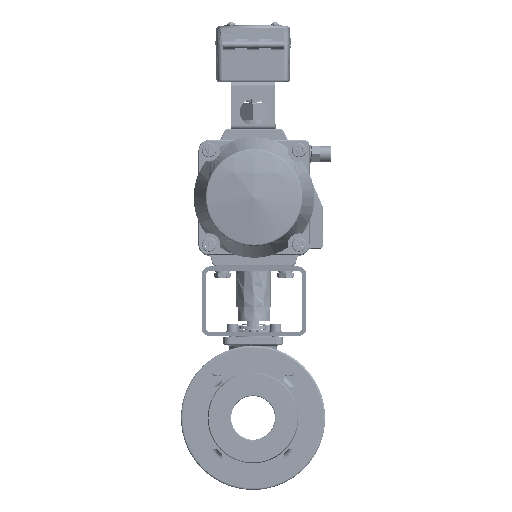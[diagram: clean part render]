
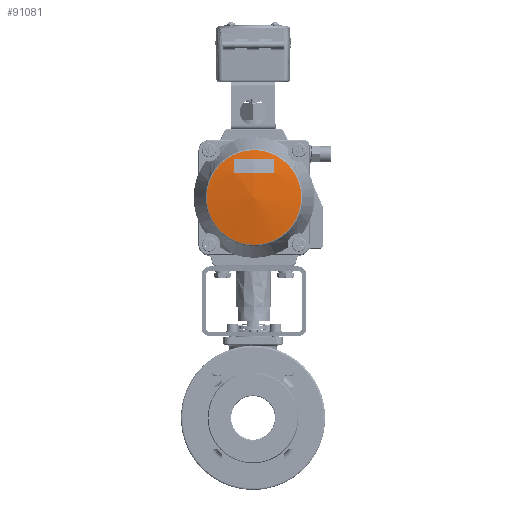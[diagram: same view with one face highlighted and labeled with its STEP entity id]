
A CAD part, left-side view. The second image highlights one B-rep face of the part: STEP entity #91081.
In plain terms, the highlighted free-form (B-spline) face has degree [2, 2] with [5, 5] control points.
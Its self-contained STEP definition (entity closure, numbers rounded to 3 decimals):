
#90949 = CARTESIAN_POINT ('', (-170.709, -55.1, 250.917));
#90950 = VERTEX_POINT ('', #90949);
#90969 = CARTESIAN_POINT ('', (-170.709, 52.902, 250.917));
#90970 = VERTEX_POINT ('', #90969);
#90977 = CARTESIAN_POINT ('', (-170.709, 52.902, 250.917));
#90978 = CARTESIAN_POINT ('', (-170.709, 52.902, 304.918));
#90979 = CARTESIAN_POINT ('', (-170.709, -1.099, 304.918));
#90980 = CARTESIAN_POINT ('', (-170.709, -55.1, 304.918));
#90981 = CARTESIAN_POINT ('', (-170.709, -55.1, 250.917));
#90982 = (
   BOUNDED_CURVE ()
   B_SPLINE_CURVE (2, (#90977, #90978, #90979, #90980, #90981), .UNSPECIFIED., .F., .U.)
   B_SPLINE_CURVE_WITH_KNOTS ((3, 2, 3), (360., 450., 540.), .UNSPECIFIED.)
   CURVE ()
   GEOMETRIC_REPRESENTATION_ITEM ()
   RATIONAL_B_SPLINE_CURVE ((1., 0.707, 1., 0.707, 1.))
   REPRESENTATION_ITEM ('')
);
#90983 = EDGE_CURVE ('', #90970, #90950, #90982, .T.);
#91004 = CARTESIAN_POINT ('', (-170.709, -1.099, 196.916));
#91005 = VERTEX_POINT ('', #91004);
#91006 = CARTESIAN_POINT ('', (-170.709, -1.099, 196.916));
#91007 = CARTESIAN_POINT ('', (-170.709, 52.902, 196.916));
#91008 = CARTESIAN_POINT ('', (-170.709, 52.902, 250.917));
#91009 = (
   BOUNDED_CURVE ()
   B_SPLINE_CURVE (2, (#91006, #91007, #91008), .UNSPECIFIED., .F., .U.)
   B_SPLINE_CURVE_WITH_KNOTS ((3, 3), (270., 360.), .UNSPECIFIED.)
   CURVE ()
   GEOMETRIC_REPRESENTATION_ITEM ()
   RATIONAL_B_SPLINE_CURVE ((1., 0.707, 1.))
   REPRESENTATION_ITEM ('')
);
#91010 = EDGE_CURVE ('', #91005, #90970, #91009, .T.);
#91011 = ORIENTED_EDGE ('', *, *, #91010, .F.);
#91012 = CARTESIAN_POINT ('', (-170.709, -55.1, 250.917));
#91013 = CARTESIAN_POINT ('', (-170.709, -55.1, 196.916));
#91014 = CARTESIAN_POINT ('', (-170.709, -1.099, 196.916));
#91015 = (
   BOUNDED_CURVE ()
   B_SPLINE_CURVE (2, (#91012, #91013, #91014), .UNSPECIFIED., .F., .U.)
   B_SPLINE_CURVE_WITH_KNOTS ((3, 3), (540., 630.), .UNSPECIFIED.)
   CURVE ()
   GEOMETRIC_REPRESENTATION_ITEM ()
   RATIONAL_B_SPLINE_CURVE ((1., 0.707, 1.))
   REPRESENTATION_ITEM ('')
);
#91016 = EDGE_CURVE ('', #90950, #91005, #91015, .T.);
#91017 = ORIENTED_EDGE ('', *, *, #91016, .F.);
#91018 = ORIENTED_EDGE ('', *, *, #90983, .F.);
#91019 = EDGE_LOOP ('', (#91011, #91017, #91018));
#91020 = FACE_OUTER_BOUND ('', #91019, .T.);
#91021 = CARTESIAN_POINT ('', (-174.44, -23.599, 279.417));
#91022 = VERTEX_POINT ('', #91021);
#91023 = CARTESIAN_POINT ('', (-174.44, 21.401, 279.417));
#91024 = VERTEX_POINT ('', #91023);
#91025 = CARTESIAN_POINT ('', (-174.44, -23.599, 279.417));
#91026 = CARTESIAN_POINT ('', (-176.784, -1.099, 279.417));
#91027 = CARTESIAN_POINT ('', (-174.44, 21.401, 279.417));
#91028 = (
   BOUNDED_CURVE ()
   B_SPLINE_CURVE (2, (#91025, #91026, #91027), .UNSPECIFIED., .F., .U.)
   B_SPLINE_CURVE_WITH_KNOTS ((3, 3), (174.052, 185.948), .UNSPECIFIED.)
   CURVE ()
   GEOMETRIC_REPRESENTATION_ITEM ()
   RATIONAL_B_SPLINE_CURVE ((1., 0.995, 1.))
   REPRESENTATION_ITEM ('')
);
#91029 = EDGE_CURVE ('', #91022, #91024, #91028, .T.);
#91030 = ORIENTED_EDGE ('', *, *, #91029, .T.);
#91031 = CARTESIAN_POINT ('', (-171.925, 21.401, 294.417));
#91032 = VERTEX_POINT ('', #91031);
#91033 = CARTESIAN_POINT ('', (-174.44, 21.401, 279.417));
#91034 = CARTESIAN_POINT ('', (-173.444, 21.401, 286.961));
#91035 = CARTESIAN_POINT ('', (-171.925, 21.401, 294.417));
#91036 = (
   BOUNDED_CURVE ()
   B_SPLINE_CURVE (2, (#91033, #91034, #91035), .UNSPECIFIED., .F., .U.)
   B_SPLINE_CURVE_WITH_KNOTS ((3, 3), (187.518, 191.519), .UNSPECIFIED.)
   CURVE ()
   GEOMETRIC_REPRESENTATION_ITEM ()
   RATIONAL_B_SPLINE_CURVE ((1., 0.999, 1.))
   REPRESENTATION_ITEM ('')
);
#91037 = EDGE_CURVE ('', #91024, #91032, #91036, .T.);
#91038 = ORIENTED_EDGE ('', *, *, #91037, .T.);
#91039 = CARTESIAN_POINT ('', (-171.925, -23.599, 294.417));
#91040 = VERTEX_POINT ('', #91039);
#91041 = CARTESIAN_POINT ('', (-171.925, 21.401, 294.417));
#91042 = CARTESIAN_POINT ('', (-174.297, -1.099, 294.417));
#91043 = CARTESIAN_POINT ('', (-171.925, -23.599, 294.417));
#91044 = (
   BOUNDED_CURVE ()
   B_SPLINE_CURVE (2, (#91041, #91042, #91043), .UNSPECIFIED., .F., .U.)
   B_SPLINE_CURVE_WITH_KNOTS ((3, 3), (173.983, 186.017), .UNSPECIFIED.)
   CURVE ()
   GEOMETRIC_REPRESENTATION_ITEM ()
   RATIONAL_B_SPLINE_CURVE ((1., 0.994, 1.))
   REPRESENTATION_ITEM ('')
);
#91045 = EDGE_CURVE ('', #91032, #91040, #91044, .T.);
#91046 = ORIENTED_EDGE ('', *, *, #91045, .T.);
#91047 = CARTESIAN_POINT ('', (-171.925, -23.599, 294.417));
#91048 = CARTESIAN_POINT ('', (-173.444, -23.599, 286.961));
#91049 = CARTESIAN_POINT ('', (-174.44, -23.599, 279.417));
#91050 = (
   BOUNDED_CURVE ()
   B_SPLINE_CURVE (2, (#91047, #91048, #91049), .UNSPECIFIED., .F., .U.)
   B_SPLINE_CURVE_WITH_KNOTS ((3, 3), (168.481, 172.482), .UNSPECIFIED.)
   CURVE ()
   GEOMETRIC_REPRESENTATION_ITEM ()
   RATIONAL_B_SPLINE_CURVE ((1., 0.999, 1.))
   REPRESENTATION_ITEM ('')
);
#91051 = EDGE_CURVE ('', #91040, #91022, #91050, .T.);
#91052 = ORIENTED_EDGE ('', *, *, #91051, .T.);
#91053 = EDGE_LOOP ('', (#91030, #91038, #91046, #91052));
#91054 = FACE_BOUND ('', #91053, .T.);
#91055 = CARTESIAN_POINT ('', (-164.155, -53.433, 304.918));
#91056 = CARTESIAN_POINT ('', (-170.709, -55.1, 278.341));
#91057 = CARTESIAN_POINT ('', (-170.709, -55.1, 250.917));
#91058 = CARTESIAN_POINT ('', (-170.709, -55.1, 223.493));
#91059 = CARTESIAN_POINT ('', (-164.155, -53.433, 196.916));
#91060 = CARTESIAN_POINT ('', (-170.709, -27.676, 304.918));
#91061 = CARTESIAN_POINT ('', (-177.471, -28.523, 278.341));
#91062 = CARTESIAN_POINT ('', (-177.471, -28.523, 250.917));
#91063 = CARTESIAN_POINT ('', (-177.471, -28.523, 223.493));
#91064 = CARTESIAN_POINT ('', (-170.709, -27.676, 196.916));
#91065 = CARTESIAN_POINT ('', (-170.709, -1.099, 304.918));
#91066 = CARTESIAN_POINT ('', (-177.471, -1.099, 278.341));
#91067 = CARTESIAN_POINT ('', (-177.471, -1.099, 250.917));
#91068 = CARTESIAN_POINT ('', (-177.471, -1.099, 223.493));
#91069 = CARTESIAN_POINT ('', (-170.709, -1.099, 196.916));
#91070 = CARTESIAN_POINT ('', (-170.709, 25.478, 304.918));
#91071 = CARTESIAN_POINT ('', (-177.471, 26.325, 278.341));
#91072 = CARTESIAN_POINT ('', (-177.471, 26.325, 250.917));
#91073 = CARTESIAN_POINT ('', (-177.471, 26.325, 223.493));
#91074 = CARTESIAN_POINT ('', (-170.709, 25.478, 196.916));
#91075 = CARTESIAN_POINT ('', (-164.155, 51.235, 304.918));
#91076 = CARTESIAN_POINT ('', (-170.709, 52.902, 278.341));
#91077 = CARTESIAN_POINT ('', (-170.709, 52.902, 250.917));
#91078 = CARTESIAN_POINT ('', (-170.709, 52.902, 223.493));
#91079 = CARTESIAN_POINT ('', (-164.155, 51.235, 196.916));
#91080 = (
   BOUNDED_SURFACE ()
   B_SPLINE_SURFACE (2, 2, ((#91055, #91056, #91057, #91058, #91059), (#91060, #91061, #91062, #91063, #91064), (#91065, #91066, #91067, #91068, #91069), (#91070, #91071, #91072, #91073, #91074), (#91075, #91076, #91077, #91078, #91079)), .UNSPECIFIED., .F., .F., .U.)
   B_SPLINE_SURFACE_WITH_KNOTS ((3, 2, 3), (3, 2, 3), (0.708, 0.75, 0.792), (0.416, 0.5, 0.584), .UNSPECIFIED.)
   GEOMETRIC_REPRESENTATION_ITEM ()
   RATIONAL_B_SPLINE_SURFACE (((0.843, 0.873, 0.918, 0.873, 0.843), (0.873, 0.904, 0.951, 0.904, 0.873), (0.918, 0.951, 1., 0.951, 0.918), (0.873, 0.904, 0.951, 0.904, 0.873), (0.843, 0.873, 0.918, 0.873, 0.843)))
   REPRESENTATION_ITEM ('')
   SURFACE ()
);
#91081 = ADVANCED_FACE ('', (#91020, #91054), #91080, .T.);
